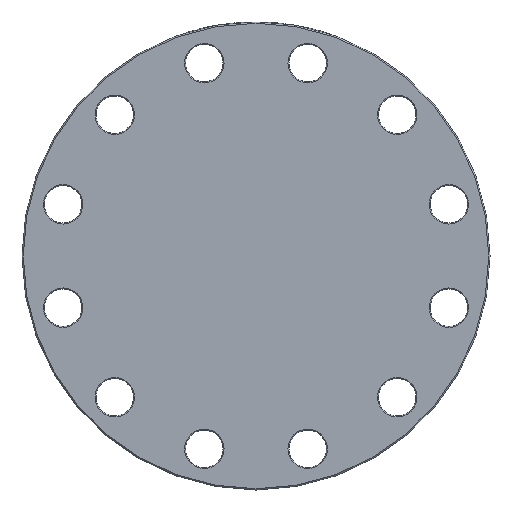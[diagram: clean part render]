
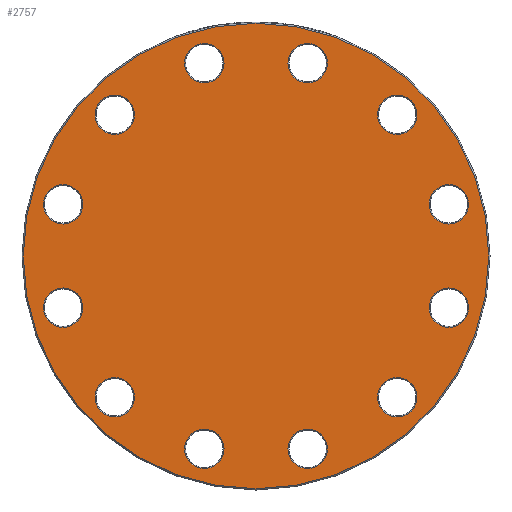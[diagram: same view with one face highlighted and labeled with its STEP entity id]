
A CAD part, left-side view. The second image highlights one B-rep face of the part: STEP entity #2757.
In plain terms, the highlighted planar face has unit normal (-1, 0, 0).
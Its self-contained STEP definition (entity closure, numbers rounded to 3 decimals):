
#29 = VERTEX_POINT ( 'NONE', #2223 ) ;
#47 = CARTESIAN_POINT ( 'NONE',  ( 0., -41.411, -154.548 ) ) ;
#88 = FACE_OUTER_BOUND ( 'NONE', #3233, .T. ) ;
#93 = DIRECTION ( 'NONE',  ( 0., 0., -1. ) ) ;
#250 = ORIENTED_EDGE ( 'NONE', *, *, #3567, .T. ) ;
#365 = ORIENTED_EDGE ( 'NONE', *, *, #4615, .T. ) ;
#420 = EDGE_CURVE ( 'NONE', #5969, #5969, #4953, .T. ) ;
#464 = CIRCLE ( 'NONE', #4533, 15.8 ) ;
#520 = DIRECTION ( 'NONE',  ( 0., 0., -1. ) ) ;
#553 = EDGE_CURVE ( 'NONE', #1619, #1619, #5862, .T. ) ;
#586 = FACE_BOUND ( 'NONE', #6308, .T. ) ;
#596 = VERTEX_POINT ( 'NONE', #4423 ) ;
#622 = DIRECTION ( 'NONE',  ( 1., 0., 0. ) ) ;
#746 = AXIS2_PLACEMENT_3D ( 'NONE', #6077, #3358, #1725 ) ;
#787 = EDGE_LOOP ( 'NONE', ( #4845 ) ) ;
#791 = AXIS2_PLACEMENT_3D ( 'NONE', #2227, #1758, #2354 ) ;
#984 = VERTEX_POINT ( 'NONE', #5335 ) ;
#1124 = CARTESIAN_POINT ( 'NONE',  ( 0., -41.411, 138.748 ) ) ;
#1142 = ORIENTED_EDGE ( 'NONE', *, *, #1626, .T. ) ;
#1161 = CARTESIAN_POINT ( 'NONE',  ( 0., -113.137, -128.937 ) ) ;
#1181 = FACE_BOUND ( 'NONE', #3705, .T. ) ;
#1222 = VERTEX_POINT ( 'NONE', #6571 ) ;
#1266 = EDGE_LOOP ( 'NONE', ( #4295 ) ) ;
#1283 = DIRECTION ( 'NONE',  ( 1., 0., 0. ) ) ;
#1365 = CIRCLE ( 'NONE', #3633, 15.8 ) ;
#1367 = DIRECTION ( 'NONE',  ( 1., 0., 0. ) ) ;
#1401 = DIRECTION ( 'NONE',  ( 0., 0., -1. ) ) ;
#1573 = CARTESIAN_POINT ( 'NONE',  ( 0., -113.137, -113.137 ) ) ;
#1600 = CIRCLE ( 'NONE', #2593, 15.8 ) ;
#1602 = ORIENTED_EDGE ( 'NONE', *, *, #4313, .T. ) ;
#1619 = VERTEX_POINT ( 'NONE', #4719 ) ;
#1626 = EDGE_CURVE ( 'NONE', #984, #984, #4484, .T. ) ;
#1725 = DIRECTION ( 'NONE',  ( 0., 0., -1. ) ) ;
#1735 = ORIENTED_EDGE ( 'NONE', *, *, #2493, .T. ) ;
#1745 = ORIENTED_EDGE ( 'NONE', *, *, #3069, .T. ) ;
#1758 = DIRECTION ( 'NONE',  ( 1., 0., 0. ) ) ;
#1813 = CIRCLE ( 'NONE', #4781, 15.8 ) ;
#1863 = AXIS2_PLACEMENT_3D ( 'NONE', #6643, #3229, #3332 ) ;
#2041 = ORIENTED_EDGE ( 'NONE', *, *, #553, .T. ) ;
#2103 = DIRECTION ( 'NONE',  ( 0., 0., -1. ) ) ;
#2104 = DIRECTION ( 'NONE',  ( -1., 0., 0. ) ) ;
#2118 = CARTESIAN_POINT ( 'NONE',  ( 0., 154.548, 25.611 ) ) ;
#2175 = FACE_BOUND ( 'NONE', #1266, .T. ) ;
#2204 = EDGE_LOOP ( 'NONE', ( #4098 ) ) ;
#2210 = FACE_BOUND ( 'NONE', #2732, .T. ) ;
#2223 = CARTESIAN_POINT ( 'NONE',  ( 0., -154.548, 25.611 ) ) ;
#2227 = CARTESIAN_POINT ( 'NONE',  ( 0., -154.548, 41.411 ) ) ;
#2251 = CARTESIAN_POINT ( 'NONE',  ( 0., -113.137, 97.337 ) ) ;
#2354 = DIRECTION ( 'NONE',  ( 0., 0., -1. ) ) ;
#2408 = ORIENTED_EDGE ( 'NONE', *, *, #4573, .T. ) ;
#2493 = EDGE_CURVE ( 'NONE', #6441, #6441, #3914, .T. ) ;
#2593 = AXIS2_PLACEMENT_3D ( 'NONE', #1573, #4852, #7024 ) ;
#2638 = CARTESIAN_POINT ( 'NONE',  ( 0., 154.548, -41.411 ) ) ;
#2667 = DIRECTION ( 'NONE',  ( 1., 0., 0. ) ) ;
#2672 = AXIS2_PLACEMENT_3D ( 'NONE', #4239, #2104, #4703 ) ;
#2678 = CARTESIAN_POINT ( 'NONE',  ( 0., -41.411, 154.548 ) ) ;
#2732 = EDGE_LOOP ( 'NONE', ( #6873 ) ) ;
#2757 = ADVANCED_FACE ( 'NONE', ( #88, #4958, #2210, #1181, #4345, #4275, #3209, #6494, #586, #6561, #3278, #5470, #2175 ), #4308, .F. ) ;
#2814 = CIRCLE ( 'NONE', #6809, 15.8 ) ;
#3069 = EDGE_CURVE ( 'NONE', #3355, #3355, #3176, .T. ) ;
#3119 = AXIS2_PLACEMENT_3D ( 'NONE', #2638, #5255, #520 ) ;
#3176 = CIRCLE ( 'NONE', #6699, 15.8 ) ;
#3209 = FACE_BOUND ( 'NONE', #2204, .T. ) ;
#3227 = ORIENTED_EDGE ( 'NONE', *, *, #4047, .T. ) ;
#3229 = DIRECTION ( 'NONE',  ( 1., 0., 0. ) ) ;
#3233 = EDGE_LOOP ( 'NONE', ( #1142 ) ) ;
#3234 = DIRECTION ( 'NONE',  ( 0., 0., -1. ) ) ;
#3278 = FACE_BOUND ( 'NONE', #787, .T. ) ;
#3332 = DIRECTION ( 'NONE',  ( 0., 0., -1. ) ) ;
#3352 = EDGE_CURVE ( 'NONE', #29, #29, #4893, .T. ) ;
#3354 = AXIS2_PLACEMENT_3D ( 'NONE', #5397, #6462, #6526 ) ;
#3355 = VERTEX_POINT ( 'NONE', #5610 ) ;
#3358 = DIRECTION ( 'NONE',  ( 1., 0., 0. ) ) ;
#3447 = CARTESIAN_POINT ( 'NONE',  ( 0., 113.137, 113.137 ) ) ;
#3518 = AXIS2_PLACEMENT_3D ( 'NONE', #4449, #1283, #3977 ) ;
#3567 = EDGE_CURVE ( 'NONE', #6006, #6006, #464, .T. ) ;
#3633 = AXIS2_PLACEMENT_3D ( 'NONE', #3447, #622, #93 ) ;
#3705 = EDGE_LOOP ( 'NONE', ( #2408 ) ) ;
#3726 = EDGE_LOOP ( 'NONE', ( #1602 ) ) ;
#3746 = CIRCLE ( 'NONE', #5674, 15.8 ) ;
#3914 = CIRCLE ( 'NONE', #746, 15.8 ) ;
#3915 = VERTEX_POINT ( 'NONE', #4453 ) ;
#3977 = DIRECTION ( 'NONE',  ( 0., 0., -1. ) ) ;
#4047 = EDGE_CURVE ( 'NONE', #3915, #3915, #1813, .T. ) ;
#4060 = CARTESIAN_POINT ( 'NONE',  ( 0., -154.548, -41.411 ) ) ;
#4097 = CARTESIAN_POINT ( 'NONE',  ( 0., 41.411, -154.548 ) ) ;
#4098 = ORIENTED_EDGE ( 'NONE', *, *, #3352, .T. ) ;
#4148 = EDGE_LOOP ( 'NONE', ( #1745 ) ) ;
#4239 = CARTESIAN_POINT ( 'NONE',  ( 0., 0., 0. ) ) ;
#4275 = FACE_BOUND ( 'NONE', #3726, .T. ) ;
#4295 = ORIENTED_EDGE ( 'NONE', *, *, #420, .T. ) ;
#4308 = PLANE ( 'NONE',  #3354 ) ;
#4313 = EDGE_CURVE ( 'NONE', #5032, #5032, #5921, .T. ) ;
#4321 = EDGE_CURVE ( 'NONE', #1222, #1222, #1365, .T. ) ;
#4345 = FACE_BOUND ( 'NONE', #5251, .T. ) ;
#4423 = CARTESIAN_POINT ( 'NONE',  ( 0., 41.411, 138.748 ) ) ;
#4449 = CARTESIAN_POINT ( 'NONE',  ( 0., -113.137, 113.137 ) ) ;
#4453 = CARTESIAN_POINT ( 'NONE',  ( 0., -154.548, -57.211 ) ) ;
#4484 = CIRCLE ( 'NONE', #2672, 186.5 ) ;
#4533 = AXIS2_PLACEMENT_3D ( 'NONE', #2678, #6927, #5406 ) ;
#4573 = EDGE_CURVE ( 'NONE', #596, #596, #3746, .T. ) ;
#4615 = EDGE_CURVE ( 'NONE', #6042, #6042, #1600, .T. ) ;
#4703 = DIRECTION ( 'NONE',  ( 0., 0., -1. ) ) ;
#4719 = CARTESIAN_POINT ( 'NONE',  ( 0., 113.137, -128.937 ) ) ;
#4778 = CARTESIAN_POINT ( 'NONE',  ( 0., 41.411, 154.548 ) ) ;
#4781 = AXIS2_PLACEMENT_3D ( 'NONE', #4060, #1367, #6251 ) ;
#4845 = ORIENTED_EDGE ( 'NONE', *, *, #6952, .T. ) ;
#4852 = DIRECTION ( 'NONE',  ( 1., 0., 0. ) ) ;
#4893 = CIRCLE ( 'NONE', #791, 15.8 ) ;
#4953 = CIRCLE ( 'NONE', #3119, 15.8 ) ;
#4958 = FACE_BOUND ( 'NONE', #6360, .T. ) ;
#5001 = CARTESIAN_POINT ( 'NONE',  ( 0., 41.411, -170.348 ) ) ;
#5032 = VERTEX_POINT ( 'NONE', #2251 ) ;
#5116 = EDGE_LOOP ( 'NONE', ( #2041 ) ) ;
#5251 = EDGE_LOOP ( 'NONE', ( #250 ) ) ;
#5255 = DIRECTION ( 'NONE',  ( 1., 0., 0. ) ) ;
#5335 = CARTESIAN_POINT ( 'NONE',  ( 0., 0., -186.5 ) ) ;
#5397 = CARTESIAN_POINT ( 'NONE',  ( 0., 0., 0. ) ) ;
#5406 = DIRECTION ( 'NONE',  ( 0., 0., -1. ) ) ;
#5410 = CARTESIAN_POINT ( 'NONE',  ( 0., 154.548, -57.211 ) ) ;
#5470 = FACE_BOUND ( 'NONE', #5116, .T. ) ;
#5610 = CARTESIAN_POINT ( 'NONE',  ( 0., -41.411, -170.348 ) ) ;
#5674 = AXIS2_PLACEMENT_3D ( 'NONE', #4778, #2667, #2103 ) ;
#5750 = DIRECTION ( 'NONE',  ( 1., 0., 0. ) ) ;
#5862 = CIRCLE ( 'NONE', #1863, 15.8 ) ;
#5921 = CIRCLE ( 'NONE', #3518, 15.8 ) ;
#5969 = VERTEX_POINT ( 'NONE', #5410 ) ;
#6006 = VERTEX_POINT ( 'NONE', #1124 ) ;
#6042 = VERTEX_POINT ( 'NONE', #1161 ) ;
#6073 = VERTEX_POINT ( 'NONE', #5001 ) ;
#6077 = CARTESIAN_POINT ( 'NONE',  ( 0., 154.548, 41.411 ) ) ;
#6251 = DIRECTION ( 'NONE',  ( 0., 0., -1. ) ) ;
#6308 = EDGE_LOOP ( 'NONE', ( #365 ) ) ;
#6360 = EDGE_LOOP ( 'NONE', ( #1735 ) ) ;
#6384 = EDGE_LOOP ( 'NONE', ( #3227 ) ) ;
#6441 = VERTEX_POINT ( 'NONE', #2118 ) ;
#6462 = DIRECTION ( 'NONE',  ( 1., 0., 0. ) ) ;
#6494 = FACE_BOUND ( 'NONE', #6384, .T. ) ;
#6526 = DIRECTION ( 'NONE',  ( 0., 0., -1. ) ) ;
#6561 = FACE_BOUND ( 'NONE', #4148, .T. ) ;
#6571 = CARTESIAN_POINT ( 'NONE',  ( 0., 113.137, 97.337 ) ) ;
#6643 = CARTESIAN_POINT ( 'NONE',  ( 0., 113.137, -113.137 ) ) ;
#6699 = AXIS2_PLACEMENT_3D ( 'NONE', #47, #6980, #3234 ) ;
#6809 = AXIS2_PLACEMENT_3D ( 'NONE', #4097, #5750, #1401 ) ;
#6873 = ORIENTED_EDGE ( 'NONE', *, *, #4321, .T. ) ;
#6927 = DIRECTION ( 'NONE',  ( 1., 0., 0. ) ) ;
#6952 = EDGE_CURVE ( 'NONE', #6073, #6073, #2814, .T. ) ;
#6980 = DIRECTION ( 'NONE',  ( 1., 0., 0. ) ) ;
#7024 = DIRECTION ( 'NONE',  ( 0., 0., -1. ) ) ;
